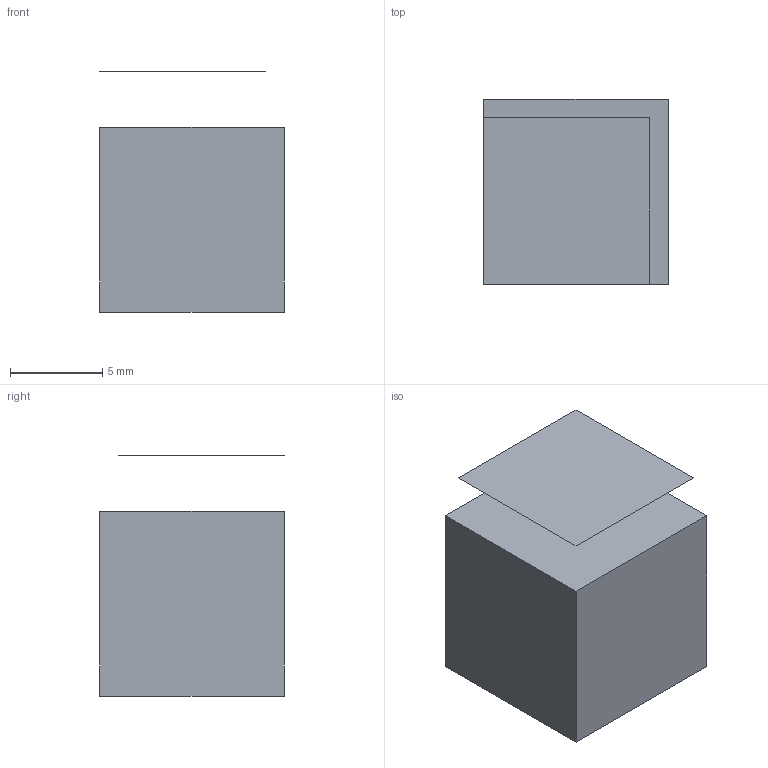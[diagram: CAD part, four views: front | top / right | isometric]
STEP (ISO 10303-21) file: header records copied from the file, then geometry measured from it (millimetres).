
FILE_DESCRIPTION(('Model'),'1');
FILE_NAME('Euclid Shape Model','2001-01-26T14:53:27',('Author'),( 'MATRA-DATAVISION'),'CASCADE STEP processor V4.0', 'MATRA-DATAVISION CASCADE OL 4.0','Unknown');
FILE_SCHEMA(('AUTOMOTIVE_DESIGN { 1 2 10303 214 0 1 1 1 }'));
Length unit declared in the file: millimetre
Products named in the file (3): Assembly C1; Box; Surface
Assembly tree (2 placements, depth 2):
  Assembly C1
    Box
    Surface
Bounding box: 10 x 10 x 13 mm (x, y, z)
Volume: 1000 mm3; surface area: 681 mm2
Topology: 1 solids, 2 shells, 7 faces, 16 edges, 12 vertices
Faces by surface type: plane 6, bspline 1
Entity records: 274 total; most frequent: CARTESIAN_POINT 45, DIRECTION 30, ORIENTED_EDGE 28, EDGE_CURVE 16, VERTEX_POINT 12, LINE 12, VECTOR 12, AXIS2_PLACEMENT_3D 9
